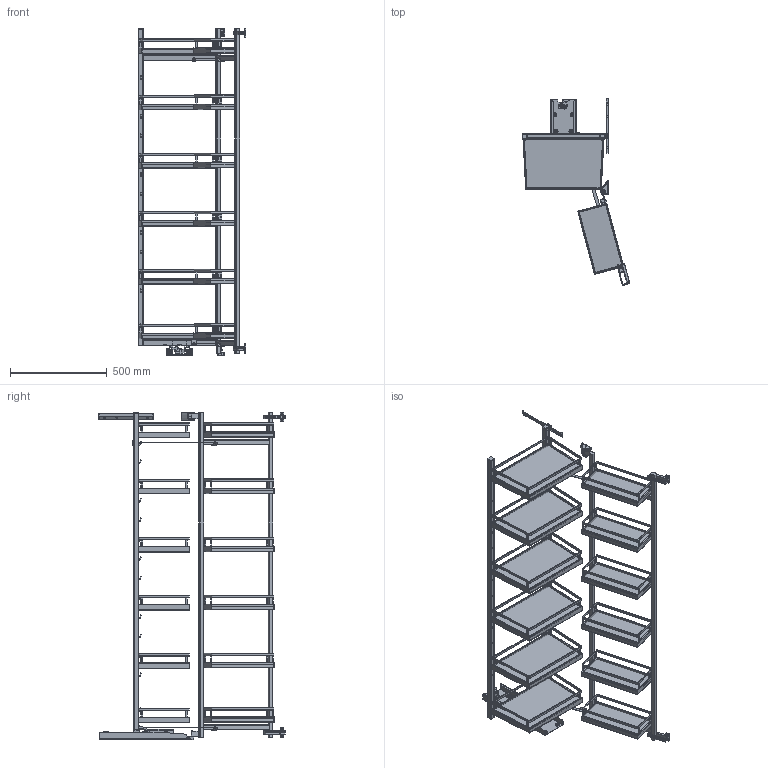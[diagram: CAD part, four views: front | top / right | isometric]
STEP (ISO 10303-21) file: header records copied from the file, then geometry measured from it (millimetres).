
FILE_DESCRIPTION(('STEP AP214'),'1');
FILE_NAME('TANDEM III - STYLE 500-1700.stp','2026-03-21T16:59:10',(' '),(' '),'Spatial InterOp 3D',' ',' ');
FILE_SCHEMA(('automotive_design'));
Length unit declared in the file: millimetre
Products named in the file (256): ci_g_o; mocowanie zawiasu g_rne; mocowanie zawiasu g_rne wewn_trzne; za_lepka zawiasu g_rnego; prowadnica g_rna; mocowanie zawiasu dolne; _ prostok_tny _ 7x28_1 R_1; _56; _58; zawieszka; _64; _66; _76; _78; _84; _86; _96; _98; _104; _106; _116; _118; _124; _126; _136; _138; _144; _146; _156; _158; _164; _166; _176; _178; _180; _182; _184; _186; _196; _198 ...
Bounding box: 554.29 x 961.02 x 1691.5 mm (x, y, z)
Volume: 18008882.9 mm3; surface area: 6114240.5 mm2
Topology: 256 solids, 256 shells, 4778 faces, 11967 edges, 7665 vertices
Faces by surface type: plane 2346, cylinder 1854, torus 362, cone 115, sphere 60, bspline 37, extrusion 4
Full cylindrical faces by diameter (mm): 3.3 x3, 4 x62, 4.2 x6, 4.5 x2, 5.5 x8, 6 x25, 6.5 x33, 6.75 x2, 7 x7, 8 x13, 8.5 x8, 8.9 x2, 10 x2, 12 x6, 13 x2, 17 x1, 18 x1, 20 x8, 22 x6, 24.5 x1, 27 x1, 30 x4, 32 x1
Entity records: 185241 total; most frequent: CARTESIAN_POINT 27879, DIRECTION 25345, ORIENTED_EDGE 22836, EDGE_CURVE 11418, AXIS2_PLACEMENT_3D 9271, VERTEX_POINT 7543, VECTOR 6803, LINE 6799
